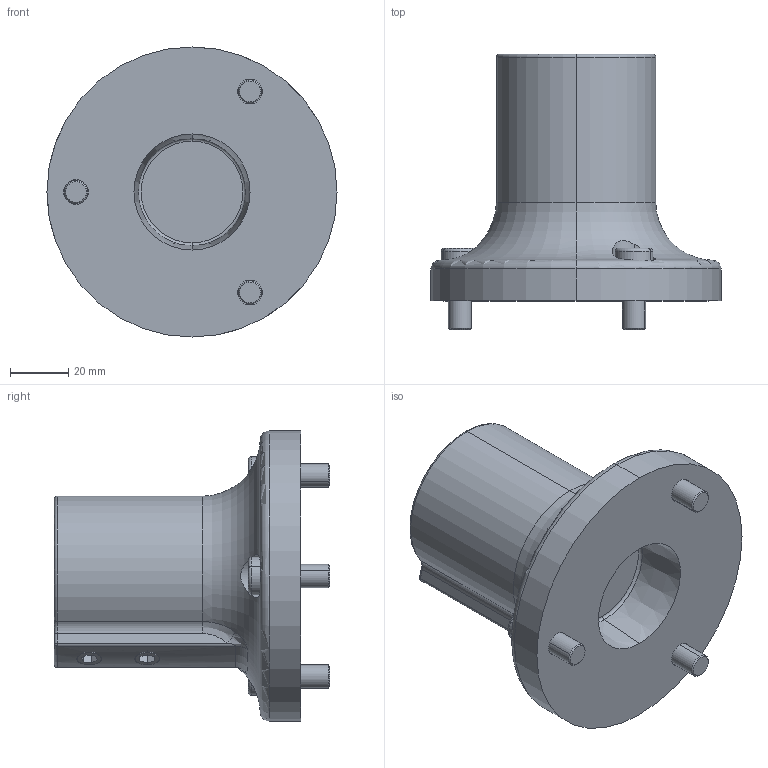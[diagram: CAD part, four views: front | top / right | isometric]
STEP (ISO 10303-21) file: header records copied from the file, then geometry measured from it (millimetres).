
FILE_DESCRIPTION (( 'STEP AP203' ), '1' );
FILE_NAME ('SPS.BA40.R.STEP', '2014-05-20T05:51:10', ( 'USER' ), ( 'Microsoft' ), 'SwSTEP 2.0', 'SolidWorks 2012', '' );
FILE_SCHEMA (( 'CONFIG_CONTROL_DESIGN' ));
Length unit declared in the file: millimetre
Products named in the file (5): hexagon socket head cap screws gb_GB_FASTENER_SCREWS_HSHCS M8X20-C; spring lock washers--normal type gb_GB_FASTENER_WASHER_SW 8; SPS.BA40.R; hex socket set screws with flat point gb_GB_FASTENER_SCREWS_HSFP M10X12-C; 埴倛盓釱
Assembly tree (9 placements, depth 2):
  SPS.BA40.R
    埴倛盓釱
    spring lock washers--normal type gb_GB_FASTENER_WASHER_SW 8  x3
    hexagon socket head cap screws gb_GB_FASTENER_SCREWS_HSHCS M8X20-C  x3
    hex socket set screws with flat point gb_GB_FASTENER_SCREWS_HSFP M10X12-C  x2
Bounding box: 100 x 94.9 x 100 mm (x, y, z)
Volume: 215710.6 mm3; surface area: 47051.3 mm2
Topology: 9 solids, 9 shells, 218 faces, 504 edges, 303 vertices
Faces by surface type: plane 95, cylinder 67, cone 26, torus 24, bspline 4, sphere 2
Entity records: 4974 total; most frequent: CARTESIAN_POINT 1407, DIRECTION 667, ORIENTED_EDGE 576, EDGE_CURVE 288, AXIS2_PLACEMENT_3D 278, VERTEX_POINT 176, CIRCLE 144, EDGE_LOOP 142
